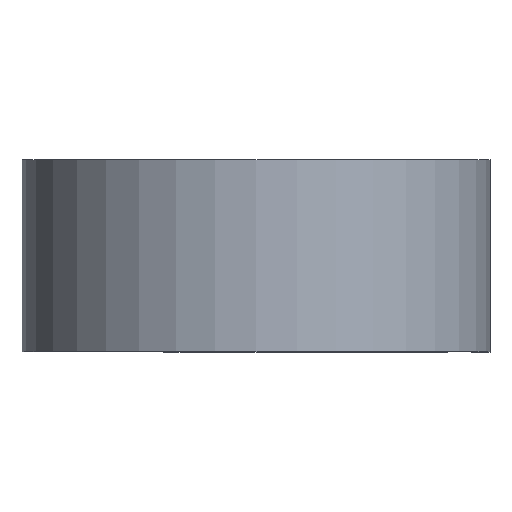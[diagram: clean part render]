
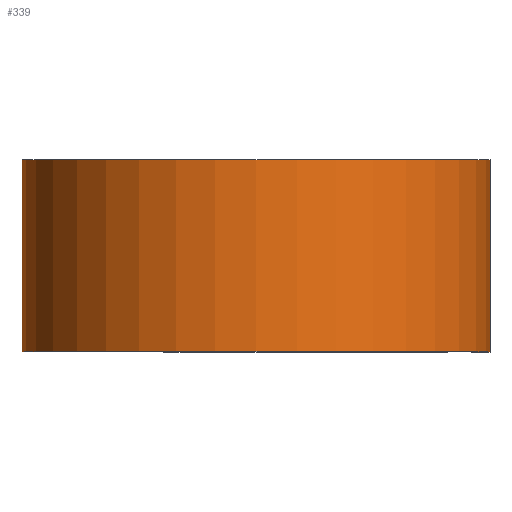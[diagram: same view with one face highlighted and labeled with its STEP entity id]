
A CAD part, top view. The second image highlights one B-rep face of the part: STEP entity #339.
In plain terms, the highlighted cylindrical face has radius 15.507 mm (diameter 31.013 mm), a partial arc.
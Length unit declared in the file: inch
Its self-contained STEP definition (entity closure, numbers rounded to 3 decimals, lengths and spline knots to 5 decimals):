
#9 = CARTESIAN_POINT ( 'NONE',  ( 0., 0.25, -0.6105 ) ) ;
#18 = EDGE_CURVE ( 'NONE', #475, #357, #112, .T. ) ;
#24 = FACE_OUTER_BOUND ( 'NONE', #403, .T. ) ;
#61 = DIRECTION ( 'NONE',  ( 0., -1., 0. ) ) ;
#112 = LINE ( 'NONE', #9, #699 ) ;
#125 = ORIENTED_EDGE ( 'NONE', *, *, #529, .F. ) ;
#132 = AXIS2_PLACEMENT_3D ( 'NONE', #622, #671, #674 ) ;
#138 = VERTEX_POINT ( 'NONE', #565 ) ;
#155 = VERTEX_POINT ( 'NONE', #179 ) ;
#179 = CARTESIAN_POINT ( 'NONE',  ( 0.6105, 0.25, 0. ) ) ;
#192 = AXIS2_PLACEMENT_3D ( 'NONE', #197, #61, #378 ) ;
#193 = EDGE_CURVE ( 'NONE', #475, #155, #706, .T. ) ;
#197 = CARTESIAN_POINT ( 'NONE',  ( 0., 0.25, 0. ) ) ;
#208 = LINE ( 'NONE', #618, #679 ) ;
#266 = CARTESIAN_POINT ( 'NONE',  ( 0., 0.25, -0.6105 ) ) ;
#339 = ADVANCED_FACE ( 'NONE', ( #24 ), #442, .T. ) ;
#357 = VERTEX_POINT ( 'NONE', #635 ) ;
#370 = DIRECTION ( 'NONE',  ( 0., -1., 0. ) ) ;
#371 = CIRCLE ( 'NONE', #497, 0.6105 ) ;
#378 = DIRECTION ( 'NONE',  ( 0., 0., -1. ) ) ;
#403 = EDGE_LOOP ( 'NONE', ( #601, #125, #437, #507 ) ) ;
#437 = ORIENTED_EDGE ( 'NONE', *, *, #193, .F. ) ;
#442 = CYLINDRICAL_SURFACE ( 'NONE', #192, 0.6105 ) ;
#475 = VERTEX_POINT ( 'NONE', #266 ) ;
#497 = AXIS2_PLACEMENT_3D ( 'NONE', #524, #523, #522 ) ;
#507 = ORIENTED_EDGE ( 'NONE', *, *, #18, .T. ) ;
#522 = DIRECTION ( 'NONE',  ( 1., 0., 0. ) ) ;
#523 = DIRECTION ( 'NONE',  ( 0., 1., 0. ) ) ;
#524 = CARTESIAN_POINT ( 'NONE',  ( 0., -0.25, 0. ) ) ;
#529 = EDGE_CURVE ( 'NONE', #155, #138, #208, .T. ) ;
#565 = CARTESIAN_POINT ( 'NONE',  ( 0.6105, -0.25, 0. ) ) ;
#601 = ORIENTED_EDGE ( 'NONE', *, *, #685, .T. ) ;
#618 = CARTESIAN_POINT ( 'NONE',  ( 0.6105, 0.25, 0. ) ) ;
#622 = CARTESIAN_POINT ( 'NONE',  ( 0., 0.25, 0. ) ) ;
#635 = CARTESIAN_POINT ( 'NONE',  ( 0., -0.25, -0.6105 ) ) ;
#638 = DIRECTION ( 'NONE',  ( 0., -1., 0. ) ) ;
#671 = DIRECTION ( 'NONE',  ( 0., 1., 0. ) ) ;
#674 = DIRECTION ( 'NONE',  ( 1., 0., 0. ) ) ;
#679 = VECTOR ( 'NONE', #370, 39.37008 ) ;
#685 = EDGE_CURVE ( 'NONE', #357, #138, #371, .T. ) ;
#699 = VECTOR ( 'NONE', #638, 39.37008 ) ;
#706 = CIRCLE ( 'NONE', #132, 0.6105 ) ;
